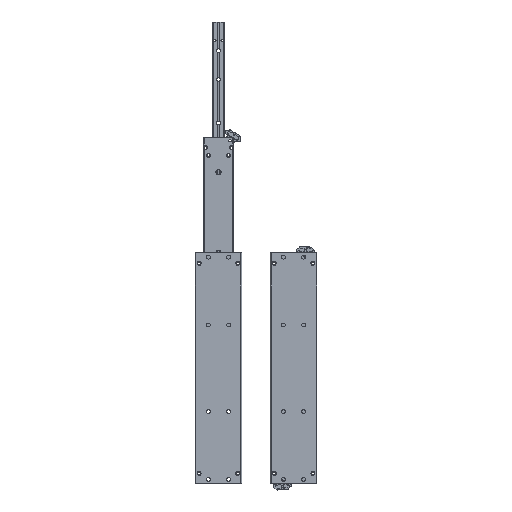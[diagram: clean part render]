
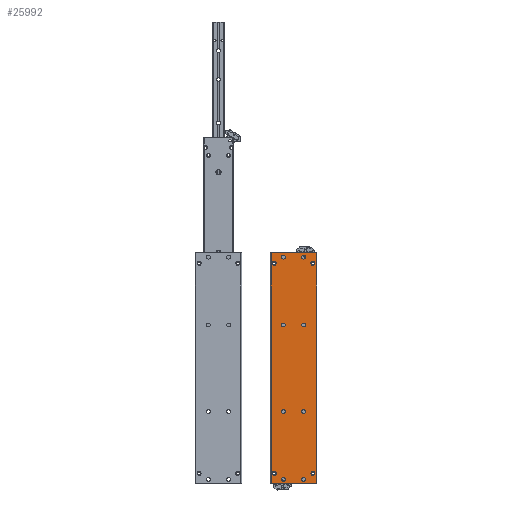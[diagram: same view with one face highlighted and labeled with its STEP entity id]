
A CAD part, left-side view. The second image highlights one B-rep face of the part: STEP entity #25992.
In plain terms, the highlighted planar face has unit normal (-1, 0, 0).
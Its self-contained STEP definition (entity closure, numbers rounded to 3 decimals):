
#604=PLANE('',#27487);
#1757=LINE('',#42542,#3640);
#1758=LINE('',#42544,#3641);
#1759=LINE('',#42546,#3642);
#1760=LINE('',#42547,#3643);
#3640=VECTOR('',#30853,78.);
#3641=VECTOR('',#30854,400.);
#3642=VECTOR('',#30855,78.);
#3643=VECTOR('',#30856,400.);
#4866=FACE_BOUND('',#7467,.T.);
#4867=FACE_BOUND('',#7468,.T.);
#4868=FACE_BOUND('',#7469,.T.);
#4869=FACE_BOUND('',#7470,.T.);
#4870=FACE_BOUND('',#7471,.T.);
#4871=FACE_BOUND('',#7472,.T.);
#4872=FACE_BOUND('',#7473,.T.);
#4873=FACE_BOUND('',#7474,.T.);
#4874=FACE_BOUND('',#7475,.T.);
#4875=FACE_BOUND('',#7476,.T.);
#4876=FACE_BOUND('',#7477,.T.);
#4877=FACE_BOUND('',#7478,.T.);
#5938=FACE_OUTER_BOUND('',#7466,.T.);
#7466=EDGE_LOOP('',(#19542,#19543,#19544,#19545));
#7467=EDGE_LOOP('',(#19546));
#7468=EDGE_LOOP('',(#19547));
#7469=EDGE_LOOP('',(#19548));
#7470=EDGE_LOOP('',(#19549));
#7471=EDGE_LOOP('',(#19550));
#7472=EDGE_LOOP('',(#19551));
#7473=EDGE_LOOP('',(#19552));
#7474=EDGE_LOOP('',(#19553));
#7475=EDGE_LOOP('',(#19554));
#7476=EDGE_LOOP('',(#19555));
#7477=EDGE_LOOP('',(#19556));
#7478=EDGE_LOOP('',(#19557));
#8755=CIRCLE('',#27486,3.475);
#8756=CIRCLE('',#27488,3.475);
#8757=CIRCLE('',#27489,3.475);
#8758=CIRCLE('',#27490,3.3);
#8759=CIRCLE('',#27491,3.3);
#8760=CIRCLE('',#27492,3.3);
#8761=CIRCLE('',#27493,3.3);
#8762=CIRCLE('',#27494,3.3);
#8763=CIRCLE('',#27495,3.3);
#8764=CIRCLE('',#27496,3.3);
#8765=CIRCLE('',#27497,3.3);
#8766=CIRCLE('',#27498,3.475);
#11333=VERTEX_POINT('',#42537);
#11334=VERTEX_POINT('',#42540);
#11335=VERTEX_POINT('',#42541);
#11336=VERTEX_POINT('',#42543);
#11337=VERTEX_POINT('',#42545);
#11338=VERTEX_POINT('',#42548);
#11339=VERTEX_POINT('',#42550);
#11340=VERTEX_POINT('',#42552);
#11341=VERTEX_POINT('',#42554);
#11342=VERTEX_POINT('',#42556);
#11343=VERTEX_POINT('',#42558);
#11344=VERTEX_POINT('',#42560);
#11345=VERTEX_POINT('',#42562);
#11346=VERTEX_POINT('',#42564);
#11347=VERTEX_POINT('',#42566);
#11348=VERTEX_POINT('',#42568);
#14348=EDGE_CURVE('',#11333,#11333,#8755,.T.);
#14349=EDGE_CURVE('',#11334,#11335,#1757,.T.);
#14350=EDGE_CURVE('',#11336,#11334,#1758,.T.);
#14351=EDGE_CURVE('',#11337,#11336,#1759,.T.);
#14352=EDGE_CURVE('',#11337,#11335,#1760,.T.);
#14353=EDGE_CURVE('',#11338,#11338,#8756,.T.);
#14354=EDGE_CURVE('',#11339,#11339,#8757,.T.);
#14355=EDGE_CURVE('',#11340,#11340,#8758,.T.);
#14356=EDGE_CURVE('',#11341,#11341,#8759,.T.);
#14357=EDGE_CURVE('',#11342,#11342,#8760,.T.);
#14358=EDGE_CURVE('',#11343,#11343,#8761,.T.);
#14359=EDGE_CURVE('',#11344,#11344,#8762,.T.);
#14360=EDGE_CURVE('',#11345,#11345,#8763,.T.);
#14361=EDGE_CURVE('',#11346,#11346,#8764,.T.);
#14362=EDGE_CURVE('',#11347,#11347,#8765,.T.);
#14363=EDGE_CURVE('',#11348,#11348,#8766,.T.);
#19542=ORIENTED_EDGE('',*,*,#14349,.F.);
#19543=ORIENTED_EDGE('',*,*,#14350,.F.);
#19544=ORIENTED_EDGE('',*,*,#14351,.F.);
#19545=ORIENTED_EDGE('',*,*,#14352,.T.);
#19546=ORIENTED_EDGE('',*,*,#14353,.F.);
#19547=ORIENTED_EDGE('',*,*,#14354,.F.);
#19548=ORIENTED_EDGE('',*,*,#14355,.T.);
#19549=ORIENTED_EDGE('',*,*,#14356,.T.);
#19550=ORIENTED_EDGE('',*,*,#14357,.T.);
#19551=ORIENTED_EDGE('',*,*,#14358,.T.);
#19552=ORIENTED_EDGE('',*,*,#14359,.T.);
#19553=ORIENTED_EDGE('',*,*,#14360,.T.);
#19554=ORIENTED_EDGE('',*,*,#14361,.T.);
#19555=ORIENTED_EDGE('',*,*,#14362,.T.);
#19556=ORIENTED_EDGE('',*,*,#14363,.F.);
#19557=ORIENTED_EDGE('',*,*,#14348,.F.);
#25992=ADVANCED_FACE('',(#5938,#4866,#4867,#4868,#4869,#4870,#4871,#4872,
#4873,#4874,#4875,#4876,#4877),#604,.T.);
#27486=AXIS2_PLACEMENT_3D('',#42538,#30849,#30850);
#27487=AXIS2_PLACEMENT_3D('',#42539,#30851,#30852);
#27488=AXIS2_PLACEMENT_3D('',#42549,#30857,#30858);
#27489=AXIS2_PLACEMENT_3D('',#42551,#30859,#30860);
#27490=AXIS2_PLACEMENT_3D('',#42553,#30861,#30862);
#27491=AXIS2_PLACEMENT_3D('',#42555,#30863,#30864);
#27492=AXIS2_PLACEMENT_3D('',#42557,#30865,#30866);
#27493=AXIS2_PLACEMENT_3D('',#42559,#30867,#30868);
#27494=AXIS2_PLACEMENT_3D('',#42561,#30869,#30870);
#27495=AXIS2_PLACEMENT_3D('',#42563,#30871,#30872);
#27496=AXIS2_PLACEMENT_3D('',#42565,#30873,#30874);
#27497=AXIS2_PLACEMENT_3D('',#42567,#30875,#30876);
#27498=AXIS2_PLACEMENT_3D('',#42569,#30877,#30878);
#30849=DIRECTION('center_axis',(-1.,0.,0.));
#30850=DIRECTION('ref_axis',(0.,0.,-1.));
#30851=DIRECTION('center_axis',(-1.,0.,0.));
#30852=DIRECTION('ref_axis',(0.,0.,1.));
#30853=DIRECTION('',(0.,1.,0.));
#30854=DIRECTION('',(0.,0.,-1.));
#30855=DIRECTION('',(0.,-1.,0.));
#30856=DIRECTION('',(0.,0.,-1.));
#30857=DIRECTION('center_axis',(-1.,0.,0.));
#30858=DIRECTION('ref_axis',(0.,0.,-1.));
#30859=DIRECTION('center_axis',(-1.,0.,0.));
#30860=DIRECTION('ref_axis',(0.,0.,1.));
#30861=DIRECTION('center_axis',(1.,0.,0.));
#30862=DIRECTION('ref_axis',(0.,0.,-1.));
#30863=DIRECTION('center_axis',(1.,0.,0.));
#30864=DIRECTION('ref_axis',(0.,0.,-1.));
#30865=DIRECTION('center_axis',(1.,0.,0.));
#30866=DIRECTION('ref_axis',(0.,0.,-1.));
#30867=DIRECTION('center_axis',(1.,0.,0.));
#30868=DIRECTION('ref_axis',(0.,0.,-1.));
#30869=DIRECTION('center_axis',(1.,0.,0.));
#30870=DIRECTION('ref_axis',(0.,0.,-1.));
#30871=DIRECTION('center_axis',(1.,0.,0.));
#30872=DIRECTION('ref_axis',(0.,0.,-1.));
#30873=DIRECTION('center_axis',(1.,0.,0.));
#30874=DIRECTION('ref_axis',(0.,0.,-1.));
#30875=DIRECTION('center_axis',(1.,0.,0.));
#30876=DIRECTION('ref_axis',(0.,0.,-1.));
#30877=DIRECTION('center_axis',(-1.,0.,0.));
#30878=DIRECTION('ref_axis',(0.,0.,1.));
#42537=CARTESIAN_POINT('',(0.,33.6,-378.525));
#42538=CARTESIAN_POINT('Origin',(0.,33.6,
-382.));
#42539=CARTESIAN_POINT('Origin',(0.,39.,0.));
#42540=CARTESIAN_POINT('',(0.,-39.,-400.));
#42541=CARTESIAN_POINT('',(0.,39.,-400.));
#42542=CARTESIAN_POINT('',(0.,-39.,-400.));
#42543=CARTESIAN_POINT('',(0.,-39.,0.));
#42544=CARTESIAN_POINT('',(0.,-39.,0.));
#42545=CARTESIAN_POINT('',(0.,39.,0.));
#42546=CARTESIAN_POINT('',(0.,39.,0.));
#42547=CARTESIAN_POINT('',(0.,39.,0.));
#42548=CARTESIAN_POINT('',(0.,-33.6,-378.525));
#42549=CARTESIAN_POINT('Origin',(0.,-33.6,
-382.));
#42550=CARTESIAN_POINT('',(0.,-33.6,-21.475));
#42551=CARTESIAN_POINT('Origin',(0.,-33.6,
-18.));
#42552=CARTESIAN_POINT('',(0.,-17.5,-389.2));
#42553=CARTESIAN_POINT('Origin',(0.,-17.5,-392.5));
#42554=CARTESIAN_POINT('',(0.,17.5,-389.2));
#42555=CARTESIAN_POINT('Origin',(0.,17.5,-392.5));
#42556=CARTESIAN_POINT('',(0.,-17.5,-271.7));
#42557=CARTESIAN_POINT('Origin',(0.,-17.5,-275.));
#42558=CARTESIAN_POINT('',(0.,17.5,-271.7));
#42559=CARTESIAN_POINT('Origin',(0.,17.5,-275.));
#42560=CARTESIAN_POINT('',(0.,-17.5,-121.7));
#42561=CARTESIAN_POINT('Origin',(0.,-17.5,-125.));
#42562=CARTESIAN_POINT('',(0.,17.5,-121.7));
#42563=CARTESIAN_POINT('Origin',(0.,17.5,-125.));
#42564=CARTESIAN_POINT('',(0.,-17.5,-4.2));
#42565=CARTESIAN_POINT('Origin',(0.,-17.5,-7.5));
#42566=CARTESIAN_POINT('',(0.,17.5,-4.2));
#42567=CARTESIAN_POINT('Origin',(0.,17.5,-7.5));
#42568=CARTESIAN_POINT('',(0.,33.6,-21.475));
#42569=CARTESIAN_POINT('Origin',(0.,33.6,
-18.));
